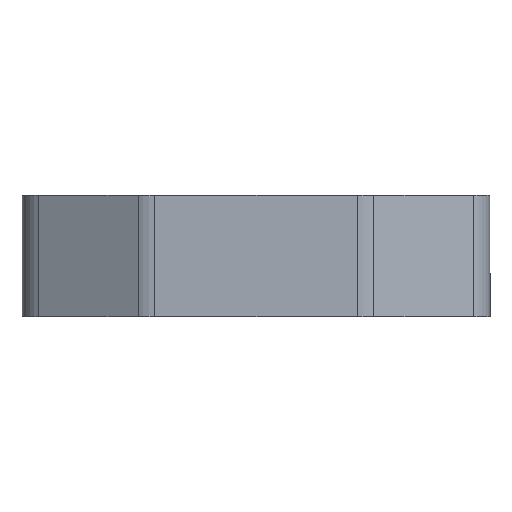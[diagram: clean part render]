
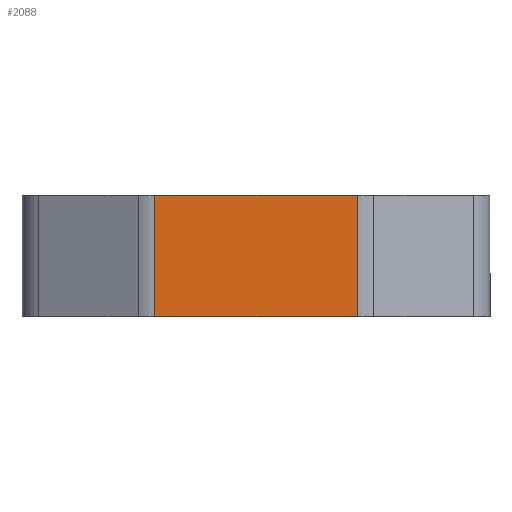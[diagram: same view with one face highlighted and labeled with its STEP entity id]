
A CAD part, left-side view. The second image highlights one B-rep face of the part: STEP entity #2088.
In plain terms, the highlighted planar face has unit normal (-1, 0, 0).
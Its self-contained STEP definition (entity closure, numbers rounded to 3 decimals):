
#13 = EDGE_CURVE ( 'NONE', #3491, #1346, #2919, .T. ) ;
#132 = CARTESIAN_POINT ( 'NONE',  ( -20., 11.608, 22. ) ) ;
#157 = CARTESIAN_POINT ( 'NONE',  ( -20., 48.392, 22. ) ) ;
#164 = LINE ( 'NONE', #1548, #2237 ) ;
#232 = LINE ( 'NONE', #1323, #2809 ) ;
#254 = DIRECTION ( 'NONE',  ( 0., 0., 1. ) ) ;
#339 = EDGE_CURVE ( 'NONE', #3491, #1487, #164, .T. ) ;
#454 = DIRECTION ( 'NONE',  ( 0., 1., 0. ) ) ;
#495 = VECTOR ( 'NONE', #1892, 1000. ) ;
#515 = EDGE_CURVE ( 'NONE', #792, #1487, #820, .T. ) ;
#719 = PLANE ( 'NONE',  #903 ) ;
#792 = VERTEX_POINT ( 'NONE', #157 ) ;
#820 = LINE ( 'NONE', #1929, #495 ) ;
#903 = AXIS2_PLACEMENT_3D ( 'NONE', #2856, #3393, #454 ) ;
#1323 = CARTESIAN_POINT ( 'NONE',  ( -20., -12.5, 22. ) ) ;
#1346 = VERTEX_POINT ( 'NONE', #132 ) ;
#1439 = CARTESIAN_POINT ( 'NONE',  ( -20., 11.608, 0. ) ) ;
#1445 = ORIENTED_EDGE ( 'NONE', *, *, #3483, .T. ) ;
#1454 = VECTOR ( 'NONE', #254, 1000. ) ;
#1487 = VERTEX_POINT ( 'NONE', #1640 ) ;
#1530 = FACE_OUTER_BOUND ( 'NONE', #3004, .T. ) ;
#1548 = CARTESIAN_POINT ( 'NONE',  ( -20., 10., 0. ) ) ;
#1640 = CARTESIAN_POINT ( 'NONE',  ( -20., 48.392, 0. ) ) ;
#1892 = DIRECTION ( 'NONE',  ( 0., 0., -1. ) ) ;
#1929 = CARTESIAN_POINT ( 'NONE',  ( -20., 48.392, 2. ) ) ;
#1993 = ORIENTED_EDGE ( 'NONE', *, *, #515, .T. ) ;
#2088 = ADVANCED_FACE ( 'NONE', ( #1530 ), #719, .F. ) ;
#2237 = VECTOR ( 'NONE', #2926, 1000. ) ;
#2343 = CARTESIAN_POINT ( 'NONE',  ( -20., 11.608, 2. ) ) ;
#2383 = DIRECTION ( 'NONE',  ( 0., 1., 0. ) ) ;
#2623 = ORIENTED_EDGE ( 'NONE', *, *, #339, .F. ) ;
#2809 = VECTOR ( 'NONE', #2383, 1000. ) ;
#2856 = CARTESIAN_POINT ( 'NONE',  ( -20., -12.5, 2. ) ) ;
#2919 = LINE ( 'NONE', #2343, #1454 ) ;
#2926 = DIRECTION ( 'NONE',  ( 0., 1., 0. ) ) ;
#3004 = EDGE_LOOP ( 'NONE', ( #2623, #3197, #1445, #1993 ) ) ;
#3197 = ORIENTED_EDGE ( 'NONE', *, *, #13, .T. ) ;
#3393 = DIRECTION ( 'NONE',  ( 1., 0., 0. ) ) ;
#3483 = EDGE_CURVE ( 'NONE', #1346, #792, #232, .T. ) ;
#3491 = VERTEX_POINT ( 'NONE', #1439 ) ;
